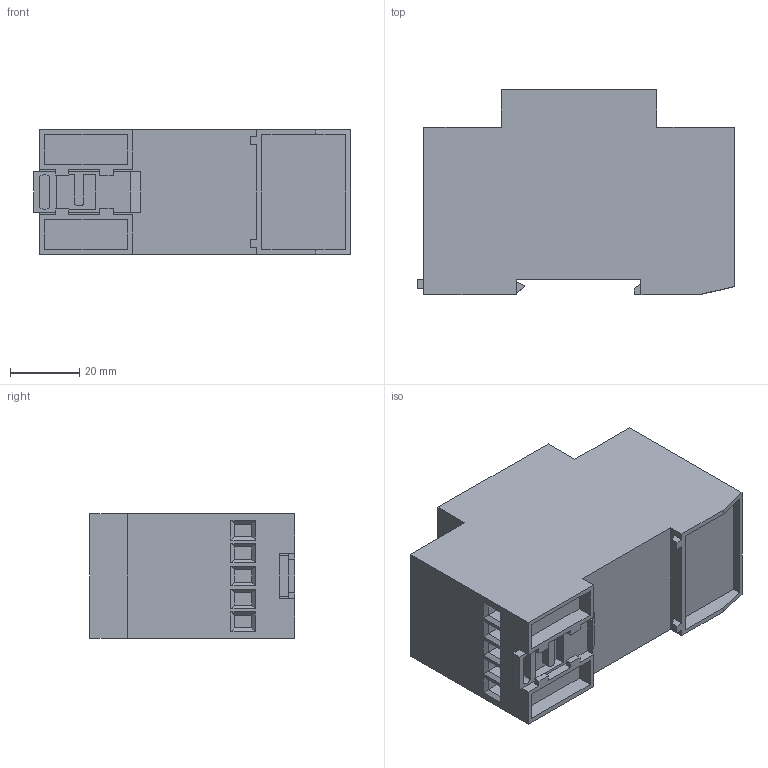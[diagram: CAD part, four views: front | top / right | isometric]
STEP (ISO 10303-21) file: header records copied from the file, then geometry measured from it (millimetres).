
FILE_DESCRIPTION((''),'2;1');
FILE_NAME('EDIGI_R2_ASM','2020-11-17T',('marketing.praksa'),('Audax d.o.o.'),'CREO PARAMETRIC BY PTC INC, 2017480','CREO PARAMETRIC BY PTC INC, 2017480','');
FILE_SCHEMA(('AUTOMOTIVE_DESIGN { 1 0 10303 214 1 1 1 1 }'));
Length unit declared in the file: metre
Products named in the file (37): _EDIGI_R2; TMP_DWG_5_1; TMP_DWG_5_ASM; 12_ASM; TMP_DWG_6_1; TMP_DWG_6_ASM; 2_ASM; TMP_DWG_7_1; TMP_DWG_7_ASM; 3_ASM; TMP_DWG_8_1; TMP_DWG_8_ASM; 4_ASM; TMP_DWG_9_1; TMP_DWG_9_ASM; 5_ASM; TMP_DWG_10_1; TMP_DWG_10_ASM; 6_ASM; TMP_DWG_11_1; TMP_DWG_11_ASM; 7_ASM; TMP_DWG_12_1; TMP_DWG_12_ASM; 8_ASM; TMP_DWG_13_1; TMP_DWG_13_ASM; 9_ASM; TMP_DWG_14_1; TMP_DWG_14_ASM; 10_ASM; TMP_DWG_65_1_1_1_2; TMP_DWG_65_1_2_1_2; TMP_DWG_65_1_3_1_2; CRM-82TO_1_2_ASM; ASM0004_ASM; EDIGI_R2_ASM
Assembly tree (36 placements, depth 4):
  EDIGI_R2_ASM
    _EDIGI_R2
    12_ASM
      TMP_DWG_5_ASM
        TMP_DWG_5_1
    2_ASM
      TMP_DWG_6_ASM
        TMP_DWG_6_1
    3_ASM
      TMP_DWG_7_ASM
        TMP_DWG_7_1
    4_ASM
      TMP_DWG_8_ASM
        TMP_DWG_8_1
    5_ASM
      TMP_DWG_9_ASM
        TMP_DWG_9_1
    6_ASM
      TMP_DWG_10_ASM
        TMP_DWG_10_1
    7_ASM
      TMP_DWG_11_ASM
        TMP_DWG_11_1
    8_ASM
      TMP_DWG_12_ASM
        TMP_DWG_12_1
    9_ASM
      TMP_DWG_13_ASM
        TMP_DWG_13_1
    10_ASM
      TMP_DWG_14_ASM
        TMP_DWG_14_1
    ASM0004_ASM
      CRM-82TO_1_2_ASM
        TMP_DWG_65_1_1_1_2
        TMP_DWG_65_1_2_1_2
        TMP_DWG_65_1_3_1_2
Bounding box: 91.6 x 59.45 x 36 mm (x, y, z)
Volume: 155591 mm3; surface area: 28176.7 mm2
Topology: 14 solids, 14 shells, 739 faces, 1992 edges, 1274 vertices
Faces by surface type: plane 392, cylinder 167, cone 80, bspline 50, torus 30, sphere 20
Entity records: 41708 total; most frequent: CARTESIAN_POINT 11214, ORIENTED_EDGE 3924, DIRECTION 3813, PRESENTATION_STYLE_ASSIGNMENT 2568, STYLED_ITEM 2495, EDGE_CURVE 1962, CURVE_STYLE 1818, AXIS2_PLACEMENT_3D 1416
